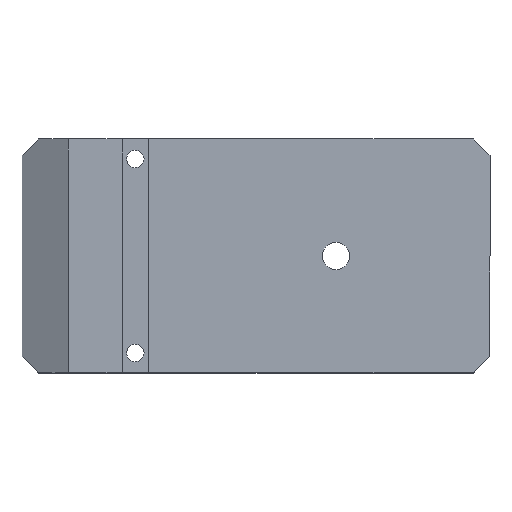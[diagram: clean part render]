
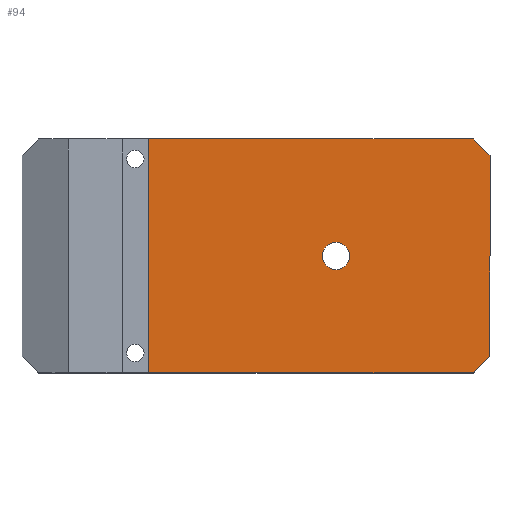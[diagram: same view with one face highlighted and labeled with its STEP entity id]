
A CAD part, top view. The second image highlights one B-rep face of the part: STEP entity #94.
In plain terms, the highlighted planar face has unit normal (0, 0, 1).
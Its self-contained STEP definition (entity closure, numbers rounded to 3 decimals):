
#94 = ADVANCED_FACE( '', ( #154, #155 ), #156, .F. );
#154 = FACE_OUTER_BOUND( '', #233, .T. );
#155 = FACE_BOUND( '', #234, .T. );
#156 = PLANE( '', #235 );
#233 = EDGE_LOOP( '', ( #410, #411, #412, #413, #414, #415 ) );
#234 = EDGE_LOOP( '', ( #416 ) );
#235 = AXIS2_PLACEMENT_3D( '', #417, #418, #419 );
#410 = ORIENTED_EDGE( '', *, *, #618, .T. );
#411 = ORIENTED_EDGE( '', *, *, #619, .T. );
#412 = ORIENTED_EDGE( '', *, *, #613, .T. );
#413 = ORIENTED_EDGE( '', *, *, #620, .F. );
#414 = ORIENTED_EDGE( '', *, *, #560, .F. );
#415 = ORIENTED_EDGE( '', *, *, #621, .T. );
#416 = ORIENTED_EDGE( '', *, *, #622, .F. );
#417 = CARTESIAN_POINT( '', ( 5., -10., 17.5 ) );
#418 = DIRECTION( '', ( 0., 0., -1. ) );
#419 = DIRECTION( '', ( -1., 0., 0. ) );
#560 = EDGE_CURVE( '', #657, #659, #660, .T. );
#613 = EDGE_CURVE( '', #753, #751, #754, .T. );
#618 = EDGE_CURVE( '', #760, #761, #762, .T. );
#619 = EDGE_CURVE( '', #761, #753, #763, .T. );
#620 = EDGE_CURVE( '', #659, #751, #764, .T. );
#621 = EDGE_CURVE( '', #657, #760, #765, .T. );
#622 = EDGE_CURVE( '', #766, #766, #767, .F. );
#657 = VERTEX_POINT( '', #816 );
#659 = VERTEX_POINT( '', #819 );
#660 = LINE( '', #820, #821 );
#751 = VERTEX_POINT( '', #957 );
#753 = VERTEX_POINT( '', #960 );
#754 = LINE( '', #961, #962 );
#760 = VERTEX_POINT( '', #971 );
#761 = VERTEX_POINT( '', #972 );
#762 = LINE( '', #973, #974 );
#763 = LINE( '', #975, #976 );
#764 = LINE( '', #977, #978 );
#765 = LINE( '', #979, #980 );
#766 = VERTEX_POINT( '', #981 );
#767 = CIRCLE( '', #982, 4.1 );
#816 = CARTESIAN_POINT( '', ( -5., 0., 17.5 ) );
#819 = CARTESIAN_POINT( '', ( -102.2, 0., 17.5 ) );
#820 = CARTESIAN_POINT( '', ( -140., 0., 17.5 ) );
#821 = VECTOR( '', #1032, 1000. );
#957 = CARTESIAN_POINT( '', ( -102.2, 70., 17.5 ) );
#960 = CARTESIAN_POINT( '', ( -5., 70., 17.5 ) );
#961 = CARTESIAN_POINT( '', ( 5., 70., 17.5 ) );
#962 = VECTOR( '', #1097, 1000. );
#971 = CARTESIAN_POINT( '', ( 0., 5., 17.5 ) );
#972 = CARTESIAN_POINT( '', ( 0., 65., 17.5 ) );
#973 = CARTESIAN_POINT( '', ( 0., 0., 17.5 ) );
#974 = VECTOR( '', #1104, 1000. );
#975 = CARTESIAN_POINT( '', ( -5., 70., 17.5 ) );
#976 = VECTOR( '', #1105, 1000. );
#977 = CARTESIAN_POINT( '', ( -102.2, -10., 17.5 ) );
#978 = VECTOR( '', #1106, 1000. );
#979 = CARTESIAN_POINT( '', ( -5., 0., 17.5 ) );
#980 = VECTOR( '', #1107, 1000. );
#981 = CARTESIAN_POINT( '', ( -50.2, 35., 17.5 ) );
#982 = AXIS2_PLACEMENT_3D( '', #1108, #1109, #1110 );
#1032 = DIRECTION( '', ( -1., 0., 0. ) );
#1097 = DIRECTION( '', ( -1., 0., 0. ) );
#1104 = DIRECTION( '', ( 0., 1., 0. ) );
#1105 = DIRECTION( '', ( -0.707, 0.707, 0. ) );
#1106 = DIRECTION( '', ( 0., 1., 0. ) );
#1107 = DIRECTION( '', ( 0.707, 0.707, 0. ) );
#1108 = CARTESIAN_POINT( '', ( -46.1, 35., 17.5 ) );
#1109 = DIRECTION( '', ( 0., 0., -1. ) );
#1110 = DIRECTION( '', ( -1., 0., 0. ) );
